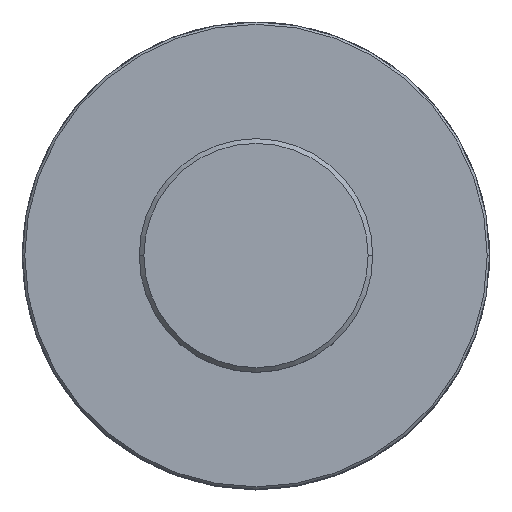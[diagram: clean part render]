
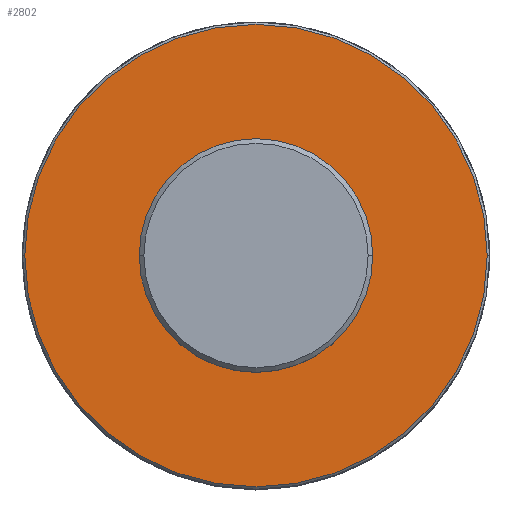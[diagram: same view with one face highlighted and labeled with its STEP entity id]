
A CAD part, top view. The second image highlights one B-rep face of the part: STEP entity #2802.
In plain terms, the highlighted planar face has unit normal (0, 0, 1).
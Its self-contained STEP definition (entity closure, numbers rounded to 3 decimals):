
#80=PLANE('',#3157);
#86=CIRCLE('',#2910,5.);
#105=CIRCLE('',#2941,9.9);
#236=CIRCLE('',#3158,5.);
#237=CIRCLE('',#3159,9.9);
#854=ORIENTED_EDGE('',*,*,#1208,.F.);
#855=ORIENTED_EDGE('',*,*,#1536,.F.);
#856=ORIENTED_EDGE('',*,*,#1278,.T.);
#857=ORIENTED_EDGE('',*,*,#1537,.T.);
#1208=EDGE_CURVE('',#1620,#1619,#86,.T.);
#1278=EDGE_CURVE('',#1687,#1685,#105,.T.);
#1536=EDGE_CURVE('',#1619,#1620,#236,.T.);
#1537=EDGE_CURVE('',#1685,#1687,#237,.T.);
#1619=VERTEX_POINT('',#4250);
#1620=VERTEX_POINT('',#4252);
#1685=VERTEX_POINT('',#5078);
#1687=VERTEX_POINT('',#5081);
#2316=EDGE_LOOP('',(#854,#855));
#2317=EDGE_LOOP('',(#856,#857));
#2526=FACE_BOUND('',#2316,.T.);
#2527=FACE_BOUND('',#2317,.T.);
#2802=ADVANCED_FACE('',(#2526,#2527),#80,.T.);
#2910=AXIS2_PLACEMENT_3D('',#4253,#3307,#3308);
#2941=AXIS2_PLACEMENT_3D('',#5080,#3384,#3385);
#3157=AXIS2_PLACEMENT_3D('',#5607,#3933,#3934);
#3158=AXIS2_PLACEMENT_3D('',#5608,#3935,#3936);
#3159=AXIS2_PLACEMENT_3D('',#5609,#3937,#3938);
#3307=DIRECTION('',(0.,0.,1.));
#3308=DIRECTION('',(1.,0.,0.));
#3384=DIRECTION('',(0.,0.,1.));
#3385=DIRECTION('',(1.,0.,0.));
#3933=DIRECTION('',(0.,0.,1.));
#3934=DIRECTION('',(1.,0.,0.));
#3935=DIRECTION('',(0.,0.,1.));
#3936=DIRECTION('',(1.,0.,0.));
#3937=DIRECTION('',(0.,0.,1.));
#3938=DIRECTION('',(1.,0.,0.));
#4250=CARTESIAN_POINT('',(5.,0.,0.));
#4252=CARTESIAN_POINT('',(-5.,0.,0.));
#4253=CARTESIAN_POINT('',(0.,0.,0.));
#5078=CARTESIAN_POINT('',(9.9,0.,0.));
#5080=CARTESIAN_POINT('',(0.,0.,0.));
#5081=CARTESIAN_POINT('',(-9.9,0.,0.));
#5607=CARTESIAN_POINT('',(0.,0.,0.));
#5608=CARTESIAN_POINT('',(0.,0.,0.));
#5609=CARTESIAN_POINT('',(0.,0.,0.));
